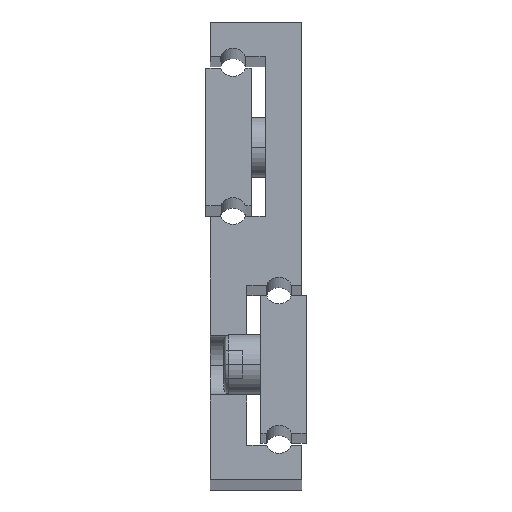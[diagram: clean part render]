
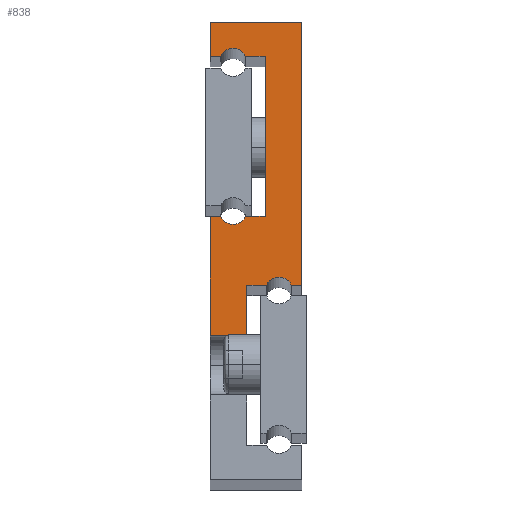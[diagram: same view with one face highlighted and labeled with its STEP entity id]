
A CAD part, top view. The second image highlights one B-rep face of the part: STEP entity #838.
In plain terms, the highlighted planar face has unit normal (0, 0, 1).
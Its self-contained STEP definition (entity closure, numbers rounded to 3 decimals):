
#2 = DIRECTION ( 'NONE',  ( -1., 0., 0. ) ) ;
#54 = EDGE_LOOP ( 'NONE', ( #320, #1588, #926, #438, #1669, #1622, #321, #1343, #2000, #1861, #2047, #282, #827, #2049, #272, #378 ) ) ;
#82 = DIRECTION ( 'NONE',  ( -1., 0., 0. ) ) ;
#91 = CARTESIAN_POINT ( 'NONE',  ( 7.727, 57.5, 650. ) ) ;
#95 = CARTESIAN_POINT ( 'NONE',  ( 7.727, 92.5, 650. ) ) ;
#111 = VECTOR ( 'NONE', #1152, 1000. ) ;
#121 = VERTEX_POINT ( 'NONE', #297 ) ;
#133 = VERTEX_POINT ( 'NONE', #1134 ) ;
#153 = EDGE_CURVE ( 'NONE', #319, #133, #2013, .T. ) ;
#171 = EDGE_CURVE ( 'NONE', #945, #1531, #1872, .T. ) ;
#181 = CARTESIAN_POINT ( 'NONE',  ( 17.727, 42.5, 650. ) ) ;
#202 = LINE ( 'NONE', #1056, #1735 ) ;
#209 = DIRECTION ( 'NONE',  ( 0., -1., 0. ) ) ;
#237 = CARTESIAN_POINT ( 'NONE',  ( 15., 41.25, 650. ) ) ;
#240 = DIRECTION ( 'NONE',  ( 0., 1., 0. ) ) ;
#246 = CARTESIAN_POINT ( 'NONE',  ( 2.273, 92.5, 650. ) ) ;
#272 = ORIENTED_EDGE ( 'NONE', *, *, #673, .T. ) ;
#282 = ORIENTED_EDGE ( 'NONE', *, *, #414, .T. ) ;
#297 = CARTESIAN_POINT ( 'NONE',  ( 0., 57.5, 650. ) ) ;
#319 = VERTEX_POINT ( 'NONE', #2108 ) ;
#320 = ORIENTED_EDGE ( 'NONE', *, *, #1402, .T. ) ;
#321 = ORIENTED_EDGE ( 'NONE', *, *, #1022, .T. ) ;
#323 = DIRECTION ( 'NONE',  ( 0., -1., 0. ) ) ;
#341 = CARTESIAN_POINT ( 'NONE',  ( 12.273, 42.5, 650. ) ) ;
#349 = LINE ( 'NONE', #503, #111 ) ;
#351 = DIRECTION ( 'NONE',  ( 0., 1., 0. ) ) ;
#365 = VERTEX_POINT ( 'NONE', #755 ) ;
#371 = LINE ( 'NONE', #1083, #1319 ) ;
#378 = ORIENTED_EDGE ( 'NONE', *, *, #1348, .T. ) ;
#395 = AXIS2_PLACEMENT_3D ( 'NONE', #850, #1604, #82 ) ;
#409 = VERTEX_POINT ( 'NONE', #1435 ) ;
#414 = EDGE_CURVE ( 'NONE', #1775, #2163, #1468, .T. ) ;
#418 = VERTEX_POINT ( 'NONE', #594 ) ;
#438 = ORIENTED_EDGE ( 'NONE', *, *, #153, .T. ) ;
#449 = VECTOR ( 'NONE', #351, 1000. ) ;
#457 = EDGE_CURVE ( 'NONE', #996, #365, #2183, .T. ) ;
#458 = VECTOR ( 'NONE', #580, 1000. ) ;
#491 = AXIS2_PLACEMENT_3D ( 'NONE', #1139, #632, #2019 ) ;
#503 = CARTESIAN_POINT ( 'NONE',  ( 0., 31.5, 650. ) ) ;
#506 = VECTOR ( 'NONE', #832, 1000. ) ;
#528 = CARTESIAN_POINT ( 'NONE',  ( 0., 100., 650. ) ) ;
#565 = DIRECTION ( 'NONE',  ( 0., 0., -1. ) ) ;
#580 = DIRECTION ( 'NONE',  ( -1., 0., 0. ) ) ;
#594 = CARTESIAN_POINT ( 'NONE',  ( 12., 57.5, 650. ) ) ;
#598 = DIRECTION ( 'NONE',  ( 1., 0., 0. ) ) ;
#632 = DIRECTION ( 'NONE',  ( 0., 0., -1. ) ) ;
#643 = EDGE_CURVE ( 'NONE', #365, #875, #1898, .T. ) ;
#664 = DIRECTION ( 'NONE',  ( 1., 0., 0. ) ) ;
#670 = DIRECTION ( 'NONE',  ( 0., -1., 0. ) ) ;
#673 = EDGE_CURVE ( 'NONE', #1316, #409, #2022, .T. ) ;
#683 = EDGE_CURVE ( 'NONE', #418, #1316, #1965, .T. ) ;
#737 = CARTESIAN_POINT ( 'NONE',  ( 12., 92.5, 650. ) ) ;
#754 = EDGE_CURVE ( 'NONE', #2110, #1775, #1500, .T. ) ;
#755 = CARTESIAN_POINT ( 'NONE',  ( 0., 100., 650. ) ) ;
#798 = DIRECTION ( 'NONE',  ( 0., 0., -1. ) ) ;
#827 = ORIENTED_EDGE ( 'NONE', *, *, #1064, .T. ) ;
#832 = DIRECTION ( 'NONE',  ( 1., 0., 0. ) ) ;
#838 = ADVANCED_FACE ( 'NONE', ( #1127 ), #1828, .F. ) ;
#850 = CARTESIAN_POINT ( 'NONE',  ( 5., 58.75, 650. ) ) ;
#862 = CARTESIAN_POINT ( 'NONE',  ( 0., 92.5, 650. ) ) ;
#875 = VERTEX_POINT ( 'NONE', #1355 ) ;
#915 = VECTOR ( 'NONE', #664, 1000. ) ;
#926 = ORIENTED_EDGE ( 'NONE', *, *, #1140, .T. ) ;
#945 = VERTEX_POINT ( 'NONE', #181 ) ;
#994 = CARTESIAN_POINT ( 'NONE',  ( 20., 42.5, 650. ) ) ;
#996 = VERTEX_POINT ( 'NONE', #1176 ) ;
#1005 = CARTESIAN_POINT ( 'NONE',  ( 7.727, 92.5, 650. ) ) ;
#1022 = EDGE_CURVE ( 'NONE', #1531, #996, #1198, .T. ) ;
#1050 = LINE ( 'NONE', #862, #1754 ) ;
#1056 = CARTESIAN_POINT ( 'NONE',  ( 12., 92.5, 650. ) ) ;
#1064 = EDGE_CURVE ( 'NONE', #2163, #418, #202, .T. ) ;
#1072 = VECTOR ( 'NONE', #670, 1000. ) ;
#1083 = CARTESIAN_POINT ( 'NONE',  ( 8., 7.5, 650. ) ) ;
#1094 = AXIS2_PLACEMENT_3D ( 'NONE', #1975, #798, #598 ) ;
#1127 = FACE_OUTER_BOUND ( 'NONE', #54, .T. ) ;
#1134 = CARTESIAN_POINT ( 'NONE',  ( 12.273, 42.5, 650. ) ) ;
#1139 = CARTESIAN_POINT ( 'NONE',  ( 5., 58.75, 650. ) ) ;
#1140 = EDGE_CURVE ( 'NONE', #1840, #319, #371, .T. ) ;
#1152 = DIRECTION ( 'NONE',  ( 1., 0., 0. ) ) ;
#1157 = CARTESIAN_POINT ( 'NONE',  ( 0., 31.5, 650. ) ) ;
#1169 = CARTESIAN_POINT ( 'NONE',  ( 20., 100., 650. ) ) ;
#1176 = CARTESIAN_POINT ( 'NONE',  ( 20., 100., 650. ) ) ;
#1181 = CIRCLE ( 'NONE', #1758, 3. ) ;
#1198 = LINE ( 'NONE', #1896, #449 ) ;
#1259 = DIRECTION ( 'NONE',  ( -1., 0., 0. ) ) ;
#1316 = VERTEX_POINT ( 'NONE', #91 ) ;
#1319 = VECTOR ( 'NONE', #240, 1000. ) ;
#1343 = ORIENTED_EDGE ( 'NONE', *, *, #457, .T. ) ;
#1348 = EDGE_CURVE ( 'NONE', #409, #121, #1628, .T. ) ;
#1355 = CARTESIAN_POINT ( 'NONE',  ( 0., 92.5, 650. ) ) ;
#1402 = EDGE_CURVE ( 'NONE', #121, #1879, #1515, .T. ) ;
#1435 = CARTESIAN_POINT ( 'NONE',  ( 2.273, 57.5, 650. ) ) ;
#1449 = EDGE_CURVE ( 'NONE', #1879, #1840, #349, .T. ) ;
#1468 = LINE ( 'NONE', #95, #1657 ) ;
#1478 = VECTOR ( 'NONE', #2, 1000. ) ;
#1500 = CIRCLE ( 'NONE', #1094, 3. ) ;
#1515 = LINE ( 'NONE', #1886, #2002 ) ;
#1531 = VERTEX_POINT ( 'NONE', #1942 ) ;
#1553 = CARTESIAN_POINT ( 'NONE',  ( 7.727, 57.5, 650. ) ) ;
#1571 = EDGE_CURVE ( 'NONE', #133, #945, #1181, .T. ) ;
#1588 = ORIENTED_EDGE ( 'NONE', *, *, #1449, .T. ) ;
#1604 = DIRECTION ( 'NONE',  ( 0., 0., -1. ) ) ;
#1622 = ORIENTED_EDGE ( 'NONE', *, *, #171, .T. ) ;
#1628 = LINE ( 'NONE', #1972, #458 ) ;
#1657 = VECTOR ( 'NONE', #2152, 1000. ) ;
#1669 = ORIENTED_EDGE ( 'NONE', *, *, #1571, .T. ) ;
#1690 = CARTESIAN_POINT ( 'NONE',  ( 8., 31.5, 650. ) ) ;
#1735 = VECTOR ( 'NONE', #209, 1000. ) ;
#1739 = DIRECTION ( 'NONE',  ( 1., 0., 0. ) ) ;
#1754 = VECTOR ( 'NONE', #1739, 1000. ) ;
#1757 = DIRECTION ( 'NONE',  ( -1., 0., 0. ) ) ;
#1758 = AXIS2_PLACEMENT_3D ( 'NONE', #237, #565, #1757 ) ;
#1775 = VERTEX_POINT ( 'NONE', #1005 ) ;
#1828 = PLANE ( 'NONE',  #491 ) ;
#1840 = VERTEX_POINT ( 'NONE', #1690 ) ;
#1861 = ORIENTED_EDGE ( 'NONE', *, *, #1947, .T. ) ;
#1872 = LINE ( 'NONE', #994, #915 ) ;
#1879 = VERTEX_POINT ( 'NONE', #1157 ) ;
#1886 = CARTESIAN_POINT ( 'NONE',  ( 0., 0., 650. ) ) ;
#1896 = CARTESIAN_POINT ( 'NONE',  ( 20., 100., 650. ) ) ;
#1898 = LINE ( 'NONE', #528, #1072 ) ;
#1942 = CARTESIAN_POINT ( 'NONE',  ( 20., 42.5, 650. ) ) ;
#1947 = EDGE_CURVE ( 'NONE', #875, #2110, #1050, .T. ) ;
#1965 = LINE ( 'NONE', #1553, #2192 ) ;
#1972 = CARTESIAN_POINT ( 'NONE',  ( 0., 57.5, 650. ) ) ;
#1975 = CARTESIAN_POINT ( 'NONE',  ( 5., 91.25, 650. ) ) ;
#2000 = ORIENTED_EDGE ( 'NONE', *, *, #643, .T. ) ;
#2002 = VECTOR ( 'NONE', #323, 1000. ) ;
#2013 = LINE ( 'NONE', #341, #506 ) ;
#2019 = DIRECTION ( 'NONE',  ( -1., 0., 0. ) ) ;
#2022 = CIRCLE ( 'NONE', #395, 3. ) ;
#2047 = ORIENTED_EDGE ( 'NONE', *, *, #754, .T. ) ;
#2049 = ORIENTED_EDGE ( 'NONE', *, *, #683, .T. ) ;
#2108 = CARTESIAN_POINT ( 'NONE',  ( 8., 42.5, 650. ) ) ;
#2110 = VERTEX_POINT ( 'NONE', #246 ) ;
#2152 = DIRECTION ( 'NONE',  ( 1., 0., 0. ) ) ;
#2163 = VERTEX_POINT ( 'NONE', #737 ) ;
#2183 = LINE ( 'NONE', #1169, #1478 ) ;
#2192 = VECTOR ( 'NONE', #1259, 1000. ) ;
